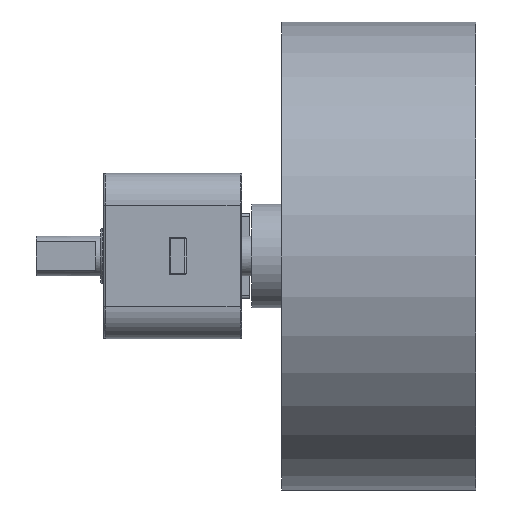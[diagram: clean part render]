
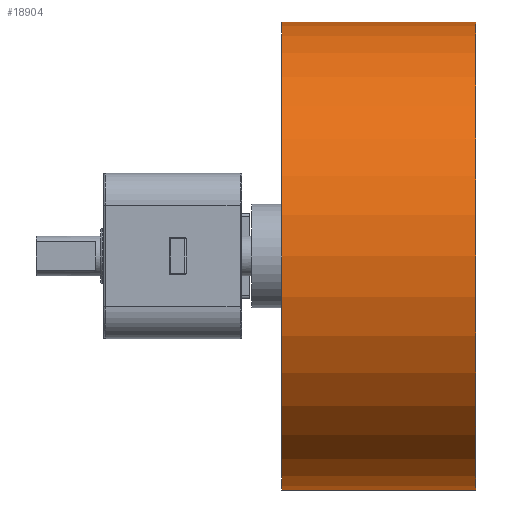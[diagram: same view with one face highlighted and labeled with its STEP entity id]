
A CAD part, front view. The second image highlights one B-rep face of the part: STEP entity #18904.
In plain terms, the highlighted cylindrical face has radius 31.6 mm (diameter 63.2 mm), a full revolution.
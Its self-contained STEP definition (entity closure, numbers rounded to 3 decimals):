
#18904 = ADVANCED_FACE('',(#18905),#18932,.T.);
#18905 = FACE_BOUND('',#18906,.F.);
#18906 = EDGE_LOOP('',(#18907,#18916,#18924,#18931));
#18907 = ORIENTED_EDGE('',*,*,#18908,.F.);
#18908 = EDGE_CURVE('',#18909,#18909,#18911,.T.);
#18909 = VERTEX_POINT('',#18910);
#18910 = CARTESIAN_POINT('',(35.5,-99.175,-20.225));
#18911 = CIRCLE('',#18912,31.6);
#18912 = AXIS2_PLACEMENT_3D('',#18913,#18914,#18915);
#18913 = CARTESIAN_POINT('',(35.5,-130.775,-20.225));
#18914 = DIRECTION('',(1.,0.,0.));
#18915 = DIRECTION('',(0.,1.,0.));
#18916 = ORIENTED_EDGE('',*,*,#18917,.T.);
#18917 = EDGE_CURVE('',#18909,#18918,#18920,.T.);
#18918 = VERTEX_POINT('',#18919);
#18919 = CARTESIAN_POINT('',(61.7,-99.175,-20.225));
#18920 = LINE('',#18921,#18922);
#18921 = CARTESIAN_POINT('',(35.5,-99.175,-20.225));
#18922 = VECTOR('',#18923,1.);
#18923 = DIRECTION('',(1.,0.,0.));
#18924 = ORIENTED_EDGE('',*,*,#18925,.F.);
#18925 = EDGE_CURVE('',#18918,#18918,#18926,.T.);
#18926 = CIRCLE('',#18927,31.6);
#18927 = AXIS2_PLACEMENT_3D('',#18928,#18929,#18930);
#18928 = CARTESIAN_POINT('',(61.7,-130.775,-20.225));
#18929 = DIRECTION('',(-1.,0.,0.));
#18930 = DIRECTION('',(0.,1.,0.));
#18931 = ORIENTED_EDGE('',*,*,#18917,.F.);
#18932 = CYLINDRICAL_SURFACE('',#18933,31.6);
#18933 = AXIS2_PLACEMENT_3D('',#18934,#18935,#18936);
#18934 = CARTESIAN_POINT('',(35.5,-130.775,-20.225));
#18935 = DIRECTION('',(-1.,-0.,-0.));
#18936 = DIRECTION('',(0.,1.,0.));
